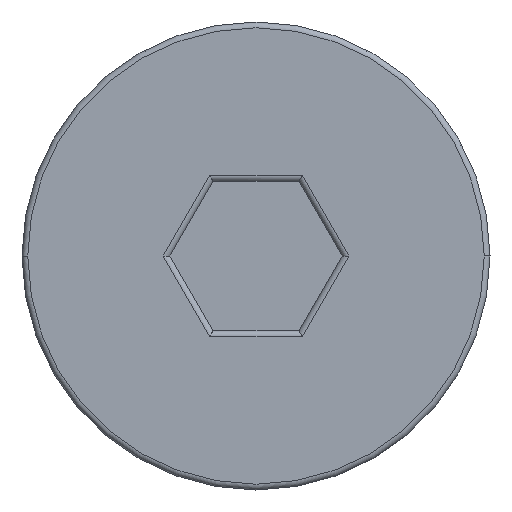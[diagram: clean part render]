
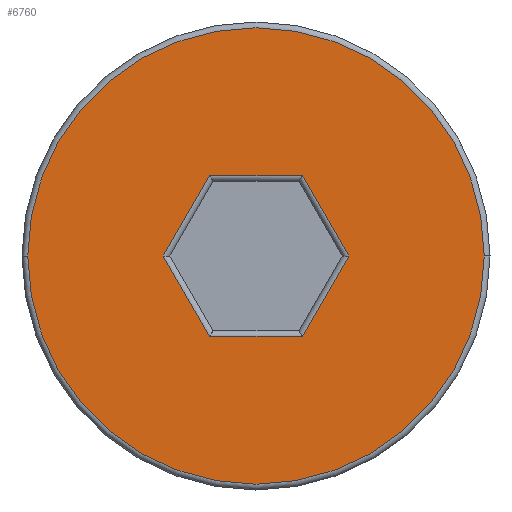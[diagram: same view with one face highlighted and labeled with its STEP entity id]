
A CAD part, left-side view. The second image highlights one B-rep face of the part: STEP entity #6760.
In plain terms, the highlighted planar face has unit normal (-1, 0, 0).
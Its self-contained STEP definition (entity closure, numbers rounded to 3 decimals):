
#93 = EDGE_CURVE ( 'NONE', #8293, #6791, #8160, .T. ) ;
#130 = EDGE_LOOP ( 'NONE', ( #6975, #5058, #5813, #4175, #670, #2468 ) ) ;
#334 = VERTEX_POINT ( 'NONE', #6894 ) ;
#423 = AXIS2_PLACEMENT_3D ( 'NONE', #8871, #7574, #1353 ) ;
#454 = VERTEX_POINT ( 'NONE', #5032 ) ;
#483 = DIRECTION ( 'NONE',  ( 0., -1., 0. ) ) ;
#668 = EDGE_CURVE ( 'NONE', #4041, #8058, #7927, .T. ) ;
#670 = ORIENTED_EDGE ( 'NONE', *, *, #93, .T. ) ;
#741 = AXIS2_PLACEMENT_3D ( 'NONE', #3768, #5841, #2379 ) ;
#925 = DIRECTION ( 'NONE',  ( 0., 0.5, 0.866 ) ) ;
#978 = PLANE ( 'NONE',  #741 ) ;
#1256 = CARTESIAN_POINT ( 'NONE',  ( -20., -0.797, -1.38 ) ) ;
#1353 = DIRECTION ( 'NONE',  ( 0., 1., 0. ) ) ;
#1444 = EDGE_CURVE ( 'NONE', #334, #454, #6978, .T. ) ;
#1880 = CARTESIAN_POINT ( 'NONE',  ( -20., -0.797, 1.38 ) ) ;
#2379 = DIRECTION ( 'NONE',  ( 0., 1., 0. ) ) ;
#2468 = ORIENTED_EDGE ( 'NONE', *, *, #2555, .T. ) ;
#2555 = EDGE_CURVE ( 'NONE', #6791, #7980, #7724, .T. ) ;
#2639 = DIRECTION ( 'NONE',  ( 0., -0.5, 0.866 ) ) ;
#3149 = CIRCLE ( 'NONE', #423, 3.919 ) ;
#3379 = VECTOR ( 'NONE', #483, 1000. ) ;
#3768 = CARTESIAN_POINT ( 'NONE',  ( -20., 0., 0. ) ) ;
#3864 = DIRECTION ( 'NONE',  ( -1., 0., 0. ) ) ;
#3994 = CARTESIAN_POINT ( 'NONE',  ( -20., 1.593, 0. ) ) ;
#4041 = VERTEX_POINT ( 'NONE', #8094 ) ;
#4062 = EDGE_CURVE ( 'NONE', #454, #334, #3149, .T. ) ;
#4063 = CARTESIAN_POINT ( 'NONE',  ( -20., -1.593, 0. ) ) ;
#4143 = VERTEX_POINT ( 'NONE', #1256 ) ;
#4174 = EDGE_CURVE ( 'NONE', #8058, #8293, #8892, .T. ) ;
#4175 = ORIENTED_EDGE ( 'NONE', *, *, #4174, .T. ) ;
#4212 = DIRECTION ( 'NONE',  ( 0., 0.5, -0.866 ) ) ;
#4421 = LINE ( 'NONE', #6294, #5277 ) ;
#4652 = CARTESIAN_POINT ( 'NONE',  ( -20., 0., 1.38 ) ) ;
#4681 = ORIENTED_EDGE ( 'NONE', *, *, #4062, .T. ) ;
#4751 = ORIENTED_EDGE ( 'NONE', *, *, #1444, .T. ) ;
#5032 = CARTESIAN_POINT ( 'NONE',  ( -20., 3.919, 0. ) ) ;
#5058 = ORIENTED_EDGE ( 'NONE', *, *, #7935, .T. ) ;
#5266 = DIRECTION ( 'NONE',  ( 0., 1., 0. ) ) ;
#5277 = VECTOR ( 'NONE', #5672, 1000. ) ;
#5469 = CARTESIAN_POINT ( 'NONE',  ( -20., 1.195, 0.69 ) ) ;
#5527 = CARTESIAN_POINT ( 'NONE',  ( -20., -1.195, -0.69 ) ) ;
#5530 = CARTESIAN_POINT ( 'NONE',  ( -20., -1.195, 0.69 ) ) ;
#5573 = VECTOR ( 'NONE', #6835, 1000. ) ;
#5672 = DIRECTION ( 'NONE',  ( 0., 1., 0. ) ) ;
#5681 = CARTESIAN_POINT ( 'NONE',  ( -20., 0.797, 1.38 ) ) ;
#5766 = VECTOR ( 'NONE', #2639, 1000. ) ;
#5813 = ORIENTED_EDGE ( 'NONE', *, *, #668, .T. ) ;
#5837 = CARTESIAN_POINT ( 'NONE',  ( -20., 1.195, -0.69 ) ) ;
#5841 = DIRECTION ( 'NONE',  ( 1., 0., 0. ) ) ;
#6151 = FACE_OUTER_BOUND ( 'NONE', #8017, .T. ) ;
#6193 = VECTOR ( 'NONE', #925, 1000. ) ;
#6220 = AXIS2_PLACEMENT_3D ( 'NONE', #8022, #3864, #5266 ) ;
#6294 = CARTESIAN_POINT ( 'NONE',  ( -20., 0., -1.38 ) ) ;
#6581 = VECTOR ( 'NONE', #4212, 1000. ) ;
#6760 = ADVANCED_FACE ( 'NONE', ( #8014, #6151 ), #978, .F. ) ;
#6791 = VERTEX_POINT ( 'NONE', #1880 ) ;
#6835 = DIRECTION ( 'NONE',  ( 0., -0.5, -0.866 ) ) ;
#6894 = CARTESIAN_POINT ( 'NONE',  ( -20., -3.919, 0. ) ) ;
#6975 = ORIENTED_EDGE ( 'NONE', *, *, #7681, .T. ) ;
#6978 = CIRCLE ( 'NONE', #6220, 3.919 ) ;
#7574 = DIRECTION ( 'NONE',  ( -1., 0., 0. ) ) ;
#7681 = EDGE_CURVE ( 'NONE', #7980, #4143, #8440, .T. ) ;
#7724 = LINE ( 'NONE', #5530, #5573 ) ;
#7927 = LINE ( 'NONE', #5837, #6193 ) ;
#7935 = EDGE_CURVE ( 'NONE', #4143, #4041, #4421, .T. ) ;
#7980 = VERTEX_POINT ( 'NONE', #4063 ) ;
#8014 = FACE_BOUND ( 'NONE', #130, .T. ) ;
#8017 = EDGE_LOOP ( 'NONE', ( #4681, #4751 ) ) ;
#8022 = CARTESIAN_POINT ( 'NONE',  ( -20., 0., 0. ) ) ;
#8058 = VERTEX_POINT ( 'NONE', #3994 ) ;
#8094 = CARTESIAN_POINT ( 'NONE',  ( -20., 0.797, -1.38 ) ) ;
#8160 = LINE ( 'NONE', #4652, #3379 ) ;
#8293 = VERTEX_POINT ( 'NONE', #5681 ) ;
#8440 = LINE ( 'NONE', #5527, #6581 ) ;
#8871 = CARTESIAN_POINT ( 'NONE',  ( -20., 0., 0. ) ) ;
#8892 = LINE ( 'NONE', #5469, #5766 ) ;
